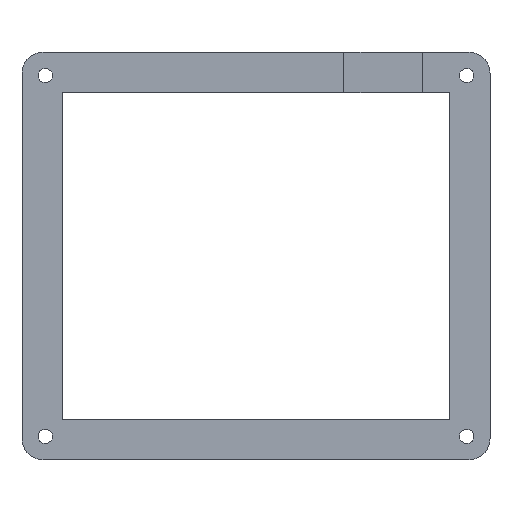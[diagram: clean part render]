
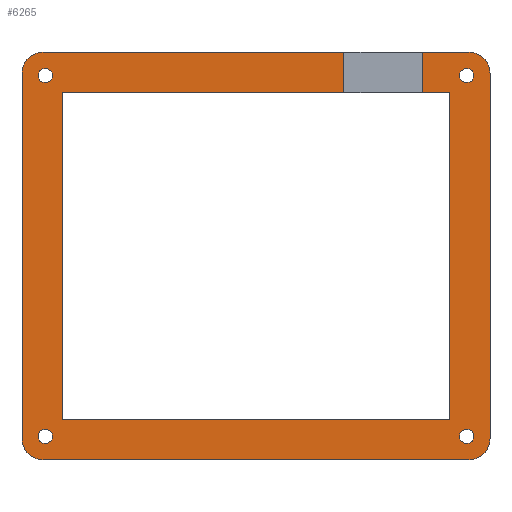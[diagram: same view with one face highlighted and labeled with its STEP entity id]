
A CAD part, top view. The second image highlights one B-rep face of the part: STEP entity #6265.
In plain terms, the highlighted planar face has unit normal (0, 0, 1).
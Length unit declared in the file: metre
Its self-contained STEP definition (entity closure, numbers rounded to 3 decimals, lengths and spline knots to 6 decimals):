
#323=LINE('',#8800,#931);
#324=LINE('',#8805,#932);
#325=LINE('',#8807,#933);
#326=LINE('',#8809,#934);
#327=LINE('',#8811,#935);
#328=LINE('',#8813,#936);
#329=LINE('',#8815,#937);
#330=LINE('',#8817,#938);
#331=LINE('',#8819,#939);
#332=LINE('',#8821,#940);
#333=LINE('',#8825,#941);
#334=LINE('',#8829,#942);
#931=VECTOR('',#7154,1.);
#932=VECTOR('',#7157,1.);
#933=VECTOR('',#7158,1.);
#934=VECTOR('',#7159,1.);
#935=VECTOR('',#7160,1.);
#936=VECTOR('',#7161,1.);
#937=VECTOR('',#7162,1.);
#938=VECTOR('',#7163,1.);
#939=VECTOR('',#7164,1.);
#940=VECTOR('',#7165,1.);
#941=VECTOR('',#7168,1.);
#942=VECTOR('',#7171,1.);
#1539=ORIENTED_EDGE('',*,*,#3487,.F.);
#1540=ORIENTED_EDGE('',*,*,#3488,.F.);
#1541=ORIENTED_EDGE('',*,*,#3489,.F.);
#1542=ORIENTED_EDGE('',*,*,#3490,.F.);
#1543=ORIENTED_EDGE('',*,*,#3491,.F.);
#1544=ORIENTED_EDGE('',*,*,#3492,.T.);
#1545=ORIENTED_EDGE('',*,*,#3493,.F.);
#1546=ORIENTED_EDGE('',*,*,#3494,.T.);
#1547=ORIENTED_EDGE('',*,*,#3495,.T.);
#1548=ORIENTED_EDGE('',*,*,#3496,.T.);
#1549=ORIENTED_EDGE('',*,*,#3497,.F.);
#1550=ORIENTED_EDGE('',*,*,#3498,.F.);
#1551=ORIENTED_EDGE('',*,*,#3499,.T.);
#1552=ORIENTED_EDGE('',*,*,#3500,.F.);
#1553=ORIENTED_EDGE('',*,*,#3501,.F.);
#1554=ORIENTED_EDGE('',*,*,#3502,.T.);
#1555=ORIENTED_EDGE('',*,*,#3503,.T.);
#1556=ORIENTED_EDGE('',*,*,#3504,.T.);
#1557=ORIENTED_EDGE('',*,*,#3505,.T.);
#1558=ORIENTED_EDGE('',*,*,#3506,.T.);
#3487=EDGE_CURVE('',#4461,#4461,#5113,.T.);
#3488=EDGE_CURVE('',#4462,#4462,#5114,.T.);
#3489=EDGE_CURVE('',#4463,#4463,#5115,.T.);
#3490=EDGE_CURVE('',#4464,#4464,#5116,.T.);
#3491=EDGE_CURVE('',#4465,#4466,#323,.T.);
#3492=EDGE_CURVE('',#4465,#4467,#5117,.T.);
#3493=EDGE_CURVE('',#4468,#4467,#324,.T.);
#3494=EDGE_CURVE('',#4468,#4469,#325,.T.);
#3495=EDGE_CURVE('',#4469,#4470,#326,.T.);
#3496=EDGE_CURVE('',#4470,#4471,#327,.T.);
#3497=EDGE_CURVE('',#4472,#4471,#328,.T.);
#3498=EDGE_CURVE('',#4473,#4472,#329,.T.);
#3499=EDGE_CURVE('',#4473,#4474,#330,.T.);
#3500=EDGE_CURVE('',#4475,#4474,#331,.T.);
#3501=EDGE_CURVE('',#4476,#4475,#332,.T.);
#3502=EDGE_CURVE('',#4476,#4477,#5118,.T.);
#3503=EDGE_CURVE('',#4477,#4478,#333,.T.);
#3504=EDGE_CURVE('',#4478,#4479,#5119,.T.);
#3505=EDGE_CURVE('',#4479,#4480,#334,.T.);
#3506=EDGE_CURVE('',#4480,#4466,#5120,.T.);
#4461=VERTEX_POINT('',#8793);
#4462=VERTEX_POINT('',#8795);
#4463=VERTEX_POINT('',#8797);
#4464=VERTEX_POINT('',#8799);
#4465=VERTEX_POINT('',#8801);
#4466=VERTEX_POINT('',#8802);
#4467=VERTEX_POINT('',#8804);
#4468=VERTEX_POINT('',#8806);
#4469=VERTEX_POINT('',#8808);
#4470=VERTEX_POINT('',#8810);
#4471=VERTEX_POINT('',#8812);
#4472=VERTEX_POINT('',#8814);
#4473=VERTEX_POINT('',#8816);
#4474=VERTEX_POINT('',#8818);
#4475=VERTEX_POINT('',#8820);
#4476=VERTEX_POINT('',#8822);
#4477=VERTEX_POINT('',#8824);
#4478=VERTEX_POINT('',#8826);
#4479=VERTEX_POINT('',#8828);
#4480=VERTEX_POINT('',#8830);
#5113=CIRCLE('',#6624,0.0017);
#5114=CIRCLE('',#6625,0.0017);
#5115=CIRCLE('',#6626,0.0017);
#5116=CIRCLE('',#6627,0.0017);
#5117=CIRCLE('',#6628,0.005);
#5118=CIRCLE('',#6629,0.005);
#5119=CIRCLE('',#6630,0.005);
#5120=CIRCLE('',#6631,0.005);
#5351=EDGE_LOOP('',(#1539));
#5352=EDGE_LOOP('',(#1540));
#5353=EDGE_LOOP('',(#1541));
#5354=EDGE_LOOP('',(#1542));
#5355=EDGE_LOOP('',(#1543,#1544,#1545,#1546,#1547,#1548,#1549,#1550,#1551,
#1552,#1553,#1554,#1555,#1556,#1557,#1558));
#5727=FACE_BOUND('',#5351,.T.);
#5728=FACE_BOUND('',#5352,.T.);
#5729=FACE_BOUND('',#5353,.T.);
#5730=FACE_BOUND('',#5354,.T.);
#5731=FACE_BOUND('',#5355,.T.);
#6103=PLANE('',#6623);
#6265=ADVANCED_FACE('',(#5727,#5728,#5729,#5730,#5731),#6103,.T.);
#6623=AXIS2_PLACEMENT_3D('',#8791,#7144,#7145);
#6624=AXIS2_PLACEMENT_3D('',#8792,#7146,#7147);
#6625=AXIS2_PLACEMENT_3D('',#8794,#7148,#7149);
#6626=AXIS2_PLACEMENT_3D('',#8796,#7150,#7151);
#6627=AXIS2_PLACEMENT_3D('',#8798,#7152,#7153);
#6628=AXIS2_PLACEMENT_3D('',#8803,#7155,#7156);
#6629=AXIS2_PLACEMENT_3D('',#8823,#7166,#7167);
#6630=AXIS2_PLACEMENT_3D('',#8827,#7169,#7170);
#6631=AXIS2_PLACEMENT_3D('',#8831,#7172,#7173);
#7144=DIRECTION('',(0.,0.,1.));
#7145=DIRECTION('',(1.,0.,0.));
#7146=DIRECTION('',(0.,0.,1.));
#7147=DIRECTION('',(1.,0.,0.));
#7148=DIRECTION('',(0.,0.,1.));
#7149=DIRECTION('',(1.,0.,0.));
#7150=DIRECTION('',(0.,0.,1.));
#7151=DIRECTION('',(1.,0.,0.));
#7152=DIRECTION('',(0.,0.,1.));
#7153=DIRECTION('',(1.,0.,0.));
#7154=DIRECTION('',(0.,-1.,0.));
#7155=DIRECTION('',(0.,0.,1.));
#7156=DIRECTION('',(1.,0.,0.));
#7157=DIRECTION('',(1.,0.,0.));
#7158=DIRECTION('',(0.,-1.,0.));
#7159=DIRECTION('',(1.,0.,0.));
#7160=DIRECTION('',(0.,-1.,0.));
#7161=DIRECTION('',(1.,0.,0.));
#7162=DIRECTION('',(0.,-1.,0.));
#7163=DIRECTION('',(1.,0.,0.));
#7164=DIRECTION('',(0.,-1.,0.));
#7165=DIRECTION('',(1.,0.,0.));
#7166=DIRECTION('',(0.,0.,1.));
#7167=DIRECTION('',(1.,0.,0.));
#7168=DIRECTION('',(0.,-1.,0.));
#7169=DIRECTION('',(0.,0.,1.));
#7170=DIRECTION('',(1.,0.,0.));
#7171=DIRECTION('',(1.,0.,0.));
#7172=DIRECTION('',(0.,0.,1.));
#7173=DIRECTION('',(1.,0.,0.));
#8791=CARTESIAN_POINT('',(0.,0.,0.013));
#8792=CARTESIAN_POINT('',(-0.049744,-0.0426,0.013));
#8793=CARTESIAN_POINT('',(-0.048044,-0.0426,0.013));
#8794=CARTESIAN_POINT('',(0.049744,-0.0426,0.013));
#8795=CARTESIAN_POINT('',(0.051444,-0.0426,0.013));
#8796=CARTESIAN_POINT('',(0.049744,0.0426,0.013));
#8797=CARTESIAN_POINT('',(0.051444,0.0426,0.013));
#8798=CARTESIAN_POINT('',(-0.049744,0.0426,0.013));
#8799=CARTESIAN_POINT('',(-0.048044,0.0426,0.013));
#8800=CARTESIAN_POINT('',(0.055244,0.,0.013));
#8801=CARTESIAN_POINT('',(0.055244,0.0431,0.013));
#8802=CARTESIAN_POINT('',(0.055244,-0.0431,0.013));
#8803=CARTESIAN_POINT('',(0.050244,0.0431,0.013));
#8804=CARTESIAN_POINT('',(0.050244,0.0481,0.013));
#8805=CARTESIAN_POINT('',(0.,0.0481,0.013));
#8806=CARTESIAN_POINT('',(0.039258,0.0481,0.013));
#8807=CARTESIAN_POINT('',(0.039258,0.04335,0.013));
#8808=CARTESIAN_POINT('',(0.039258,0.0386,0.013));
#8809=CARTESIAN_POINT('',(0.,0.0386,0.013));
#8810=CARTESIAN_POINT('',(0.045744,0.0386,0.013));
#8811=CARTESIAN_POINT('',(0.045744,0.,0.013));
#8812=CARTESIAN_POINT('',(0.045744,-0.0386,0.013));
#8813=CARTESIAN_POINT('',(0.,-0.0386,0.013));
#8814=CARTESIAN_POINT('',(-0.045744,-0.0386,0.013));
#8815=CARTESIAN_POINT('',(-0.045744,0.,0.013));
#8816=CARTESIAN_POINT('',(-0.045744,0.0386,0.013));
#8817=CARTESIAN_POINT('',(0.,0.0386,0.013));
#8818=CARTESIAN_POINT('',(0.020758,0.0386,0.013));
#8819=CARTESIAN_POINT('',(0.020758,0.04335,0.013));
#8820=CARTESIAN_POINT('',(0.020758,0.0481,0.013));
#8821=CARTESIAN_POINT('',(0.,0.0481,0.013));
#8822=CARTESIAN_POINT('',(-0.050244,0.0481,0.013));
#8823=CARTESIAN_POINT('',(-0.050244,0.0431,0.013));
#8824=CARTESIAN_POINT('',(-0.055244,0.0431,0.013));
#8825=CARTESIAN_POINT('',(-0.055244,0.,0.013));
#8826=CARTESIAN_POINT('',(-0.055244,-0.0431,0.013));
#8827=CARTESIAN_POINT('',(-0.050244,-0.0431,0.013));
#8828=CARTESIAN_POINT('',(-0.050244,-0.0481,0.013));
#8829=CARTESIAN_POINT('',(0.,-0.0481,0.013));
#8830=CARTESIAN_POINT('',(0.050244,-0.0481,0.013));
#8831=CARTESIAN_POINT('',(0.050244,-0.0431,0.013));
